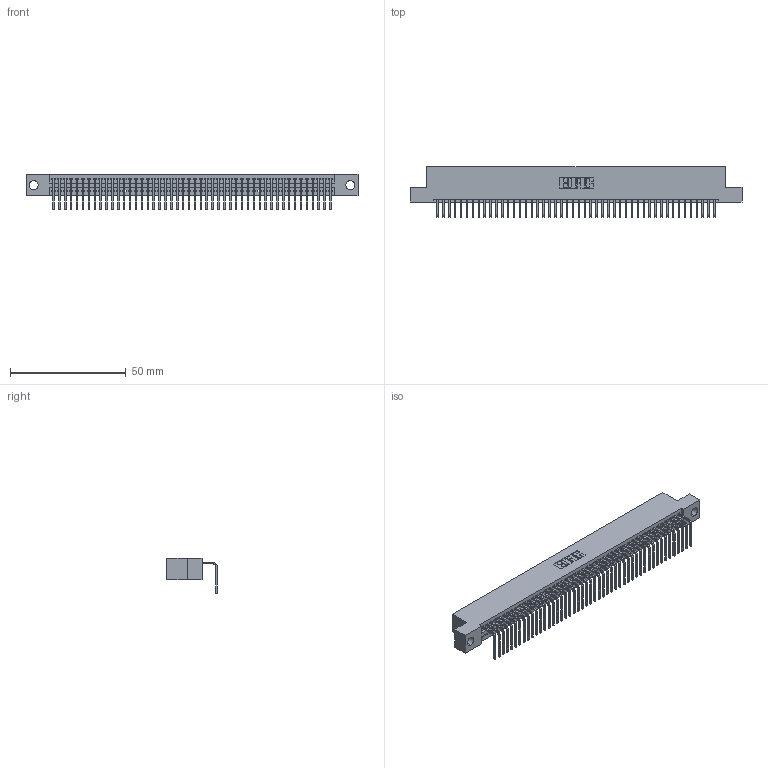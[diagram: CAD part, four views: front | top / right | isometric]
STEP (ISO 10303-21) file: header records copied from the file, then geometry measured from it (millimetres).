
FILE_DESCRIPTION (( 'STEP AP203' ), '1' );
FILE_NAME ('345-048-558-104.STEP', '2021-06-09T16:58:40', ( '' ), ( '' ), 'SwSTEP 2.0', 'SolidWorks 2020', '' );
FILE_SCHEMA (( 'CONFIG_CONTROL_DESIGN' ));
Length unit declared in the file: inch
Products named in the file (3): 345-048-558-104; 345-292-001_558 Tail - 2; 345 Part_Flush Mounting Lugs - 0.156 Dia-TI
Assembly tree (49 placements, depth 2):
  345-048-558-104
    345 Part_Flush Mounting Lugs - 0.156 Dia-TI
    345-292-001_558 Tail - 2  x48
Bounding box: 143.13 x 21.83 x 15.37 mm (x, y, z)
Volume: 13697.7 mm3; surface area: 19066.7 mm2
Topology: 49 solids, 49 shells, 3020 faces, 9113 edges, 6010 vertices
Faces by surface type: plane 2110, cylinder 910
Entity records: 35821 total; most frequent: CARTESIAN_POINT 6214, ORIENTED_EDGE 6194, DIRECTION 5417, EDGE_CURVE 3097, VECTOR 2773, LINE 2773, VERTEX_POINT 2062, AXIS2_PLACEMENT_3D 1322
